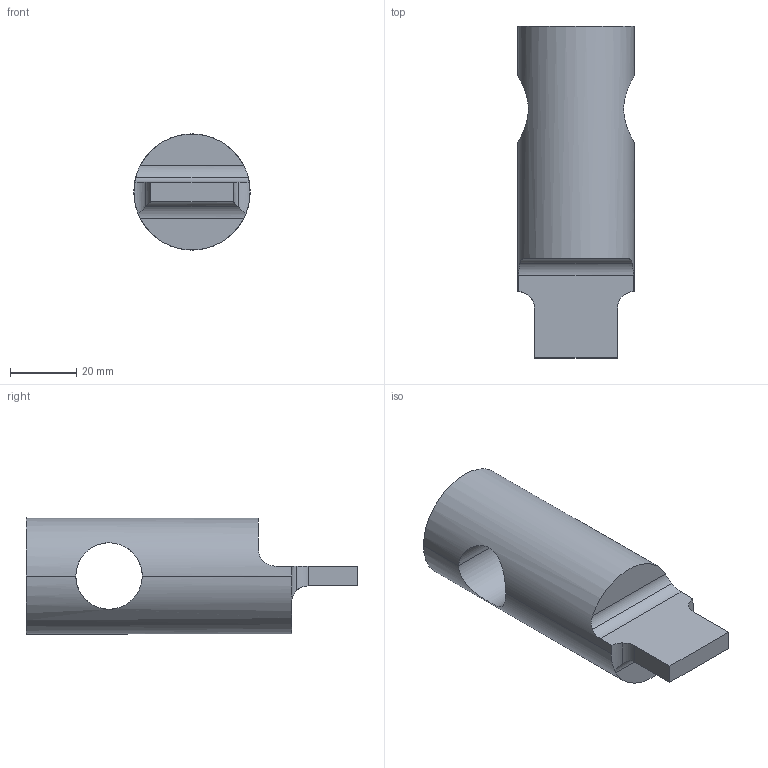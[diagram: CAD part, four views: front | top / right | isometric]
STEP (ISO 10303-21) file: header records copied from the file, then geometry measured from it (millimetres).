
FILE_DESCRIPTION(('STEP AP214'),'1');
FILE_NAME('Chave.stp','2020-05-19T16:10:28',(' '),(' '),'Spatial InterOp 3D',' ',' ');
FILE_SCHEMA(('AUTOMOTIVE_DESIGN { 1 0 10303 214 1 1 1 1 }'));
Length unit declared in the file: metre
Products named in the file (1): Sólido
Bounding box: 35 x 100 x 35 mm (x, y, z)
Volume: 66084.2 mm3; surface area: 13040.4 mm2
Topology: 1 solids, 1 shells, 20 faces, 56 edges, 36 vertices
Faces by surface type: cylinder 12, plane 8
Entity records: 1030 total; most frequent: CARTESIAN_POINT 350, ORIENTED_EDGE 112, DIRECTION 92, EDGE_CURVE 56, VERTEX_POINT 36, AXIS2_PLACEMENT_3D 33, LINE 26, VECTOR 26
